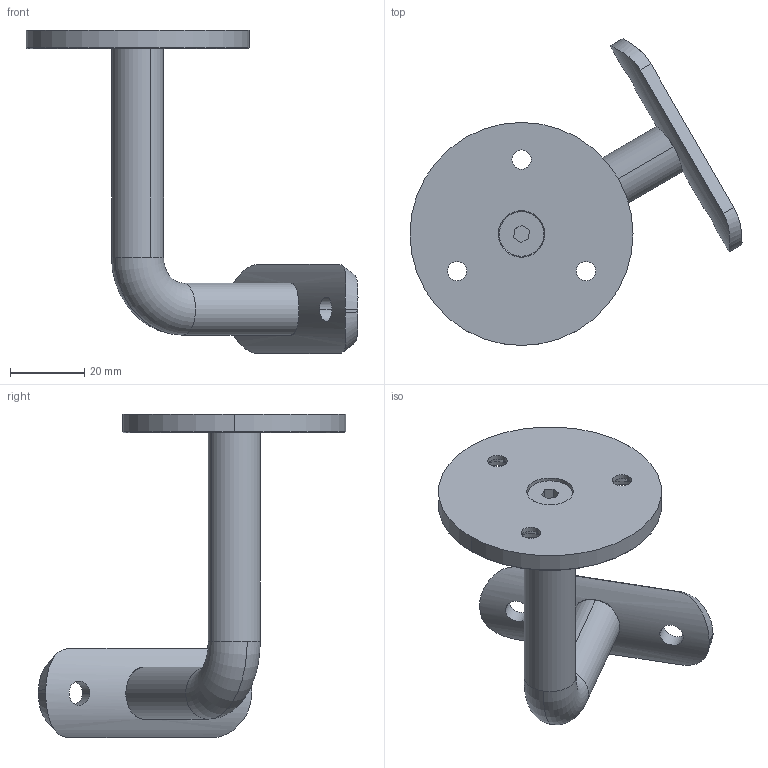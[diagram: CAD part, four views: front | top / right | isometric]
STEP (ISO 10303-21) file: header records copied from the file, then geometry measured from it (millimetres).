
FILE_DESCRIPTION (( 'STEP AP203' ), '1' );
FILE_NAME ('A_0112-033.STEP', '2019-03-22T14:56:12', ( '' ), ( '' ), 'SwSTEP 2.0', 'SolidWorks 2018', '' );
FILE_SCHEMA (( 'CONFIG_CONTROL_DESIGN' ));
Length unit declared in the file: millimetre
Products named in the file (5): A_0112-033.P1; A_0112-033.P2; A_0112-033.P3; Skrutka DIN 7991_Skrutka M 6x 12; A_0112-033
Assembly tree (5 placements, depth 2):
  A_0112-033
    A_0112-033.P1
    A_0112-033.P2
    A_0112-033.P3
    Skrutka DIN 7991_Skrutka M 6x 12  x2
Bounding box: 89.3 x 82.71 x 87 mm (x, y, z)
Volume: 34835.3 mm3; surface area: 17077.6 mm2
Topology: 5 solids, 5 shells, 108 faces, 240 edges, 144 vertices
Faces by surface type: cylinder 46, cone 28, plane 26, bspline 6, torus 2
Entity records: 4238 total; most frequent: CARTESIAN_POINT 1660, DIRECTION 443, ORIENTED_EDGE 400, EDGE_CURVE 200, AXIS2_PLACEMENT_3D 175, VERTEX_POINT 122, EDGE_LOOP 110, LINE 93
